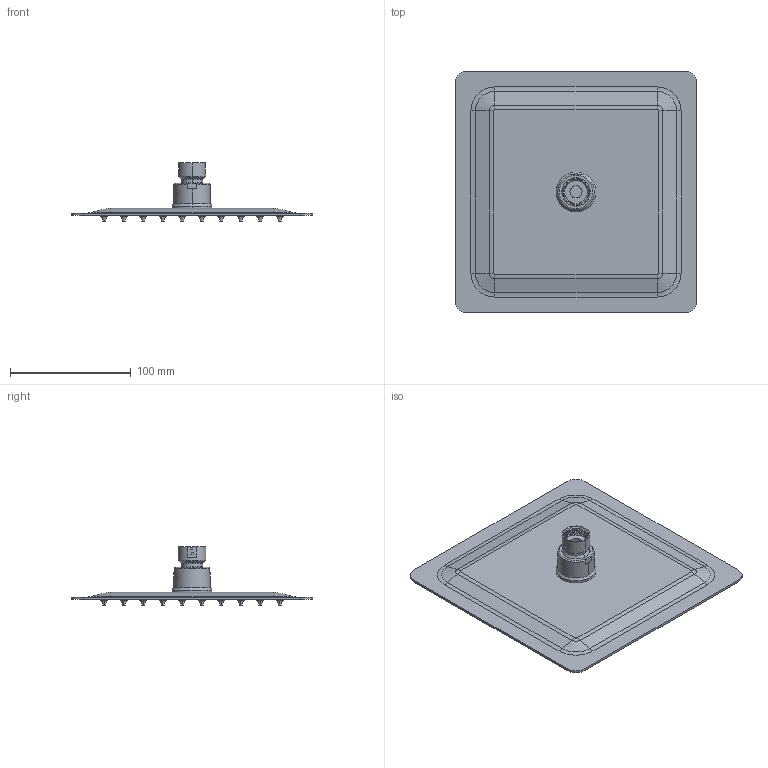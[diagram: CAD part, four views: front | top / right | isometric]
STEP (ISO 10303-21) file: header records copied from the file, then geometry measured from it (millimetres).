
FILE_DESCRIPTION((''),'2;1');
FILE_NAME('2MM0004','2023-04-29T09:40:38',('Administrator'),(''),'CREO PARAMETRIC BY PTC INC, 2021164','CREO PARAMETRIC BY PTC INC, 2021164','');
FILE_SCHEMA(('CONFIG_CONTROL_DESIGN'));
Length unit declared in the file: millimetre
Products named in the file (1): 2MM0004
Bounding box: 200 x 200 x 48.2 mm (x, y, z)
Volume: 193915.9 mm3; surface area: 91869.6 mm2
Topology: 1 solids, 1 shells, 882 faces, 1793 edges, 1118 vertices
Faces by surface type: cylinder 432, plane 224, torus 206, cone 10, bspline 8, sphere 2
Entity records: 24398 total; most frequent: DIRECTION 4798, CARTESIAN_POINT 4689, ORIENTED_EDGE 3586, AXIS2_PLACEMENT_3D 2157, EDGE_CURVE 1793, CIRCLE 1283, VERTEX_POINT 1118, EDGE_LOOP 1087
